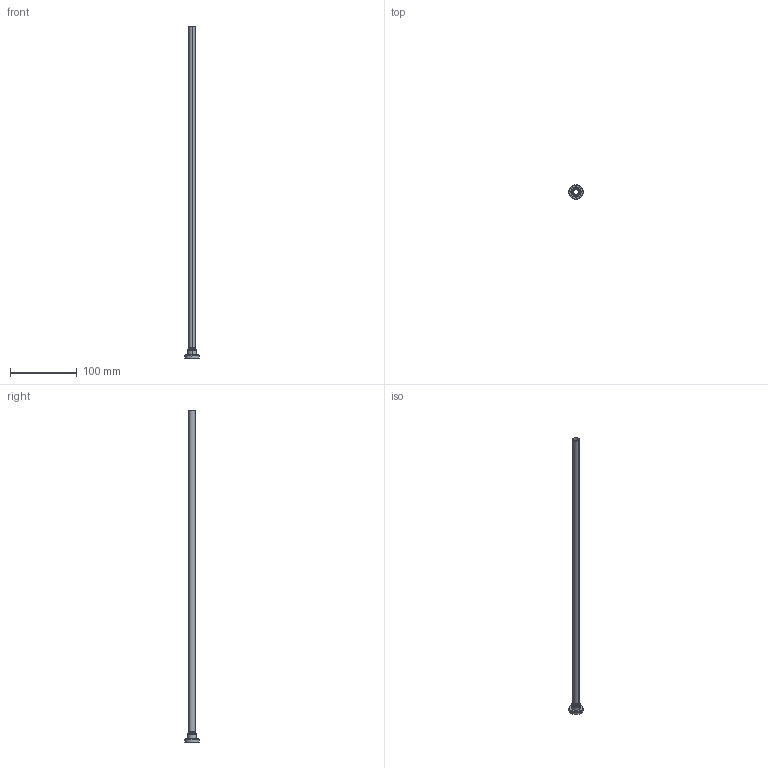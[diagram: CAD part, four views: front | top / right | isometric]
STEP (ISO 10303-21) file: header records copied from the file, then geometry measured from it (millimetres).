
FILE_DESCRIPTION((''),'2;1');
FILE_NAME('436','2021-06-15T23:15:28',('NSantos'),(''),'CREO PARAMETRIC BY PTC INC, 2018500','CREO PARAMETRIC BY PTC INC, 2018500','');
FILE_SCHEMA(('CONFIG_CONTROL_DESIGN'));
Length unit declared in the file: inch
Products named in the file (1): 436
Bounding box: 21.46 x 21.46 x 498.48 mm (x, y, z)
Volume: 8919.6 mm3; surface area: 42924.5 mm2
Topology: 1 solids, 4 shells, 52 faces, 108 edges, 64 vertices
Faces by surface type: cylinder 24, cone 12, torus 8, plane 8
Entity records: 1457 total; most frequent: DIRECTION 282, CARTESIAN_POINT 247, ORIENTED_EDGE 208, AXIS2_PLACEMENT_3D 123, EDGE_CURVE 108, CIRCLE 70, VERTEX_POINT 64, EDGE_LOOP 60
